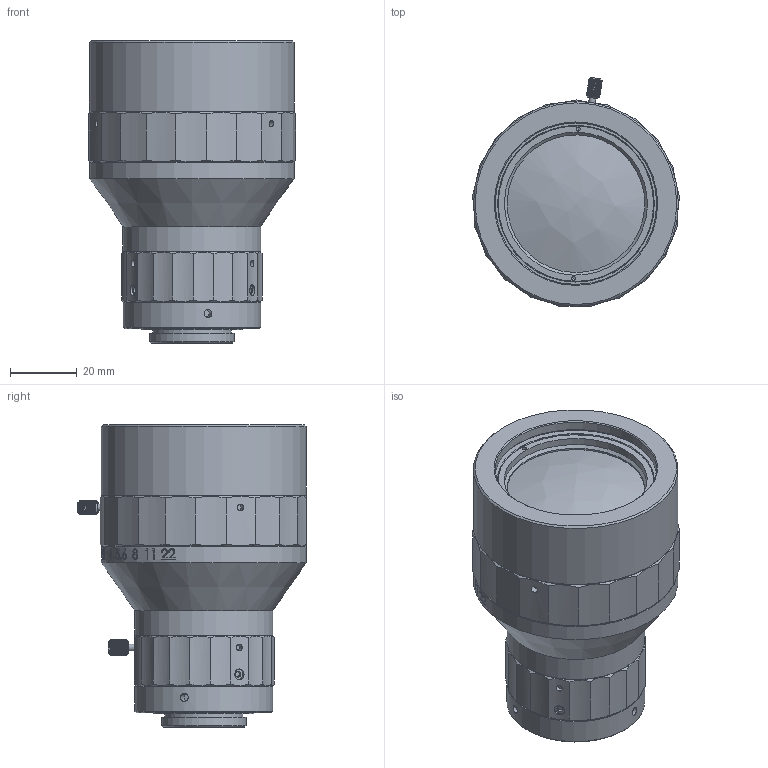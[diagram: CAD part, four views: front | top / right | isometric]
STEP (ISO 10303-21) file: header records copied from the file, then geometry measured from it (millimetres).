
FILE_DESCRIPTION (( 'STEP AP203' ), '1' );
FILE_NAME ('680017.STEP', '2025-02-08T06:17:36', ( 'Windows User' ), ( 'P R C' ), 'SwSTEP 2.0', 'SolidWorks 2020', '' );
FILE_SCHEMA (( 'CONFIG_CONTROL_DESIGN' ));
Length unit declared in the file: millimetre
Products named in the file (1): 680017
Bounding box: 61.82 x 68.45 x 90.31 mm (x, y, z)
Volume: 130256.1 mm3; surface area: 62013.6 mm2
Topology: 13 solids, 13 shells, 681 faces, 1775 edges, 1179 vertices
Faces by surface type: cylinder 254, plane 243, bspline 121, cone 63
Full cylindrical faces by diameter (mm): 1.2 x2, 1.5 x2, 1.8 x4, 2 x9, 2.4 x3, 3 x3, 3.2 x4, 19.2 x1, 20.2 x2, 22.6 x1, 23.4 x1, 24 x2, 25.4 x1, 26 x1, 27 x1, 27.4 x1, 28.4 x1, 30 x2, 32 x1, 32.2 x1, 34 x2, 38 x1, 38.8 x3, 41.1 x1, 41.2 x2, 42 x3, 42.7 x1, 44 x1, 46.4 x1, 47 x1
Entity records: 39997 total; most frequent: CARTESIAN_POINT 25195, ORIENTED_EDGE 3160, DIRECTION 2517, EDGE_CURVE 1580, VERTEX_POINT 1121, AXIS2_PLACEMENT_3D 979, EDGE_LOOP 927, FACE_OUTER_BOUND 754
